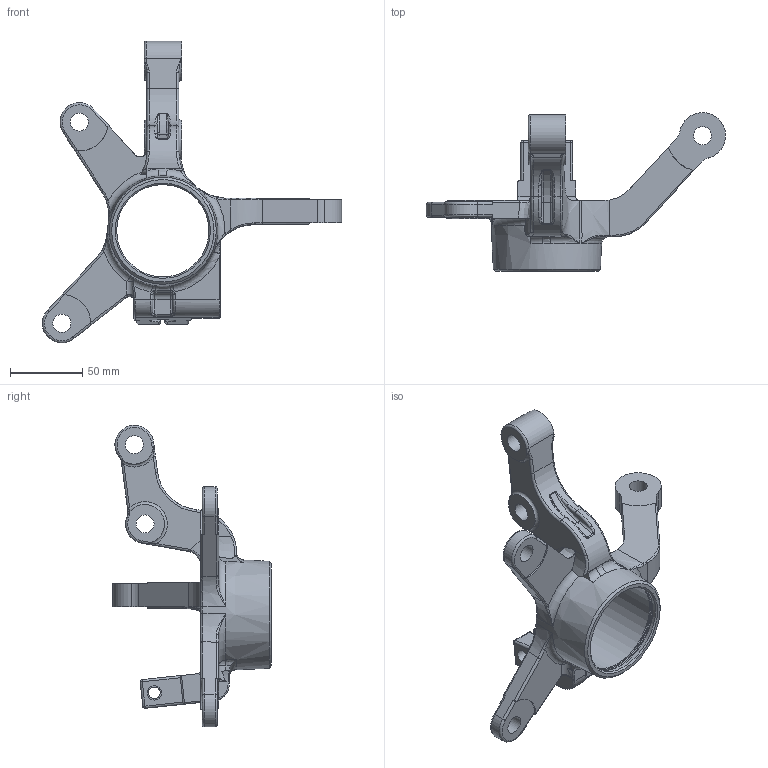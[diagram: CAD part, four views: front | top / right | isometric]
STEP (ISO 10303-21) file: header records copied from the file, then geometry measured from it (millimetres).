
FILE_DESCRIPTION(/* description */ (''),/* implementation_level */ '2;1');
FILE_NAME(/* name */ 'Steering knuckle_VELAN C v16.step',/* time_stamp */ '2021-02-02T21:28:08+06:00',/* author */ (''),/* organization */ (''),/* preprocessor_version */ 'ST-DEVELOPER v18.1',/* originating_system */ 'Autodesk Translation Framework v9.7.1.1290',/* authorisation */ '');
FILE_SCHEMA (('AUTOMOTIVE_DESIGN { 1 0 10303 214 3 1 1 }'));
Length unit declared in the file: millimetre
Products named in the file (1): Steering knuckle_VELAN C
Bounding box: 207.48 x 110 x 209.17 mm (x, y, z)
Volume: 291317.1 mm3; surface area: 70526.9 mm2
Topology: 1 solids, 1 shells, 287 faces, 729 edges, 440 vertices
Faces by surface type: cylinder 103, bspline 66, plane 62, torus 41, sphere 10, cone 5
Full cylindrical faces by diameter (mm): 5 x2, 8 x1, 10 x1, 12.5 x5, 64 x2, 68 x1
Entity records: 11303 total; most frequent: CARTESIAN_POINT 4776, ORIENTED_EDGE 1442, DIRECTION 1248, EDGE_CURVE 721, AXIS2_PLACEMENT_3D 515, VERTEX_POINT 440, EDGE_LOOP 307, FACE_OUTER_BOUND 287
